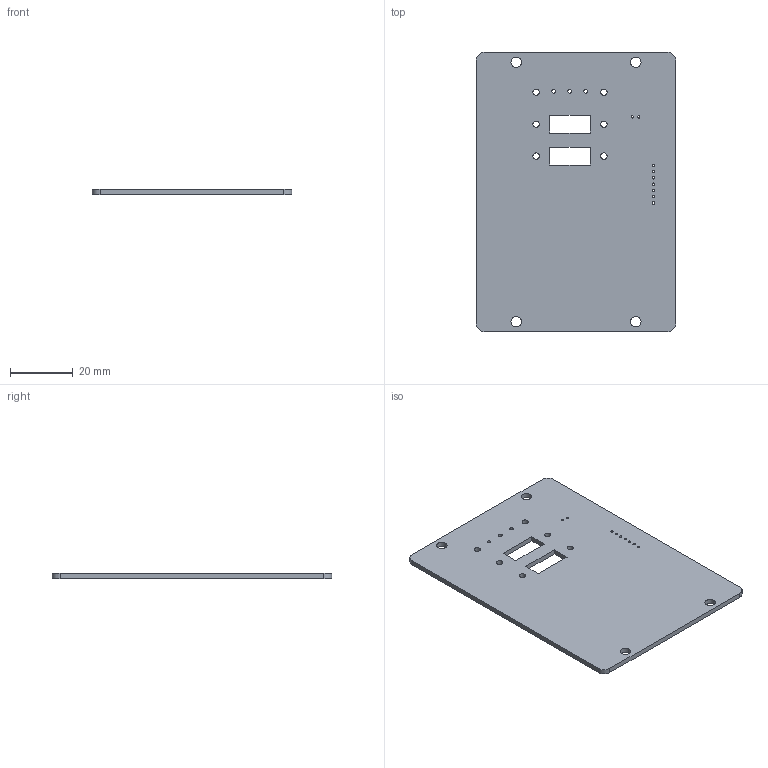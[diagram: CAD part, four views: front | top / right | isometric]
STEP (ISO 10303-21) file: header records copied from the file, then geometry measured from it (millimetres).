
FILE_DESCRIPTION(('KiCad electronic assembly'),'2;1');
FILE_NAME('CoreIO.step','2023-02-25T22:05:47',('Pcbnew'),('Kicad'), 'Open CASCADE STEP processor 7.6','KiCad to STEP converter','Unknown' );
FILE_SCHEMA(('AUTOMOTIVE_DESIGN { 1 0 10303 214 1 1 1 1 }'));
Length unit declared in the file: millimetre
Products named in the file (2): CoreIO 1; _autosave-CoreIO PCB
Assembly tree (1 placements, depth 2):
  CoreIO 1
    _autosave-CoreIO PCB
Bounding box: 63.5 x 88.9 x 1.6 mm (x, y, z)
Volume: 8691.7 mm3; surface area: 11643 mm2
Topology: 1 solids, 1 shells, 40 faces, 114 edges, 76 vertices
Faces by surface type: cylinder 26, plane 14
Full cylindrical faces by diameter (mm): 0.75 x9, 1.2 x3, 2 x6, 3.302 x4
Entity records: 2955 total; most frequent: DIRECTION 478, CARTESIAN_POINT 460, LINE 238, VECTOR 238, ORIENTED_EDGE 228, PCURVE 228, DEFINITIONAL_REPRESENTATION 228, EDGE_CURVE 114
